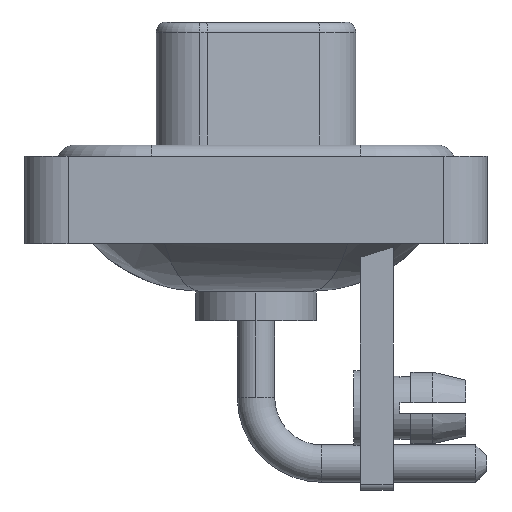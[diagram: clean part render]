
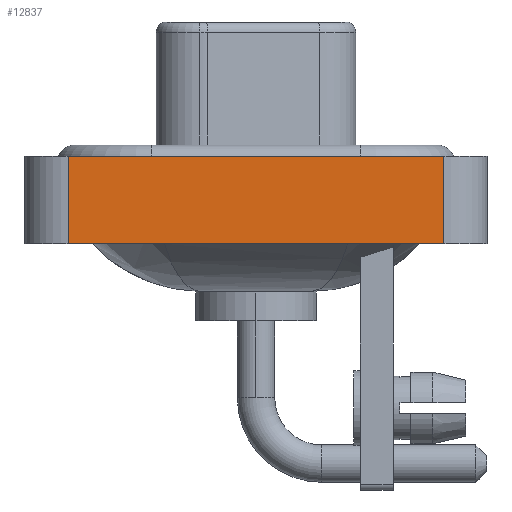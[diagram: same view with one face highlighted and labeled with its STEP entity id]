
A CAD part, left-side view. The second image highlights one B-rep face of the part: STEP entity #12837.
In plain terms, the highlighted planar face has unit normal (-1, 0, 0).
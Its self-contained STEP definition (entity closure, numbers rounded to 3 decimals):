
#60 = VERTEX_POINT ( 'NONE', #19155 ) ;
#299 = ORIENTED_EDGE ( 'NONE', *, *, #17468, .F. ) ;
#1910 = VECTOR ( 'NONE', #13244, 1000. ) ;
#2520 = DIRECTION ( 'NONE',  ( 0., 0., 1. ) ) ;
#3025 = VERTEX_POINT ( 'NONE', #12265 ) ;
#3959 = VECTOR ( 'NONE', #14881, 1000. ) ;
#5278 = LINE ( 'NONE', #5480, #10864 ) ;
#5480 = CARTESIAN_POINT ( 'NONE',  ( -7.25, 8.55, -3.6 ) ) ;
#5561 = LINE ( 'NONE', #19404, #3959 ) ;
#5578 = VERTEX_POINT ( 'NONE', #6263 ) ;
#6151 = AXIS2_PLACEMENT_3D ( 'NONE', #7448, #7237, #8773 ) ;
#6263 = CARTESIAN_POINT ( 'NONE',  ( -7.25, 8.55, -3.6 ) ) ;
#6532 = EDGE_LOOP ( 'NONE', ( #18195, #19514, #299, #8771 ) ) ;
#7092 = LINE ( 'NONE', #19207, #1910 ) ;
#7237 = DIRECTION ( 'NONE',  ( -1., 0., 0. ) ) ;
#7295 = EDGE_CURVE ( 'NONE', #60, #7641, #18430, .T. ) ;
#7448 = CARTESIAN_POINT ( 'NONE',  ( -7.25, -8.55, -3.6 ) ) ;
#7641 = VERTEX_POINT ( 'NONE', #11732 ) ;
#8771 = ORIENTED_EDGE ( 'NONE', *, *, #10783, .T. ) ;
#8773 = DIRECTION ( 'NONE',  ( 0., 0., 1. ) ) ;
#10783 = EDGE_CURVE ( 'NONE', #5578, #60, #7092, .T. ) ;
#10864 = VECTOR ( 'NONE', #13171, 1000. ) ;
#11660 = FACE_OUTER_BOUND ( 'NONE', #6532, .T. ) ;
#11732 = CARTESIAN_POINT ( 'NONE',  ( -7.25, -8.55, 0.4 ) ) ;
#12265 = CARTESIAN_POINT ( 'NONE',  ( -7.25, 8.55, 0.4 ) ) ;
#12837 = ADVANCED_FACE ( 'NONE', ( #11660 ), #14928, .T. ) ;
#13171 = DIRECTION ( 'NONE',  ( 0., 0., 1. ) ) ;
#13244 = DIRECTION ( 'NONE',  ( 0., -1., 0. ) ) ;
#13585 = EDGE_CURVE ( 'NONE', #3025, #7641, #5561, .T. ) ;
#13891 = CARTESIAN_POINT ( 'NONE',  ( -7.25, -8.55, -3.6 ) ) ;
#14175 = VECTOR ( 'NONE', #2520, 1000. ) ;
#14881 = DIRECTION ( 'NONE',  ( 0., -1., 0. ) ) ;
#14928 = PLANE ( 'NONE',  #6151 ) ;
#17468 = EDGE_CURVE ( 'NONE', #5578, #3025, #5278, .T. ) ;
#18195 = ORIENTED_EDGE ( 'NONE', *, *, #7295, .T. ) ;
#18430 = LINE ( 'NONE', #13891, #14175 ) ;
#19155 = CARTESIAN_POINT ( 'NONE',  ( -7.25, -8.55, -3.6 ) ) ;
#19207 = CARTESIAN_POINT ( 'NONE',  ( -7.25, -8.55, -3.6 ) ) ;
#19404 = CARTESIAN_POINT ( 'NONE',  ( -7.25, -8.55, 0.4 ) ) ;
#19514 = ORIENTED_EDGE ( 'NONE', *, *, #13585, .F. ) ;
